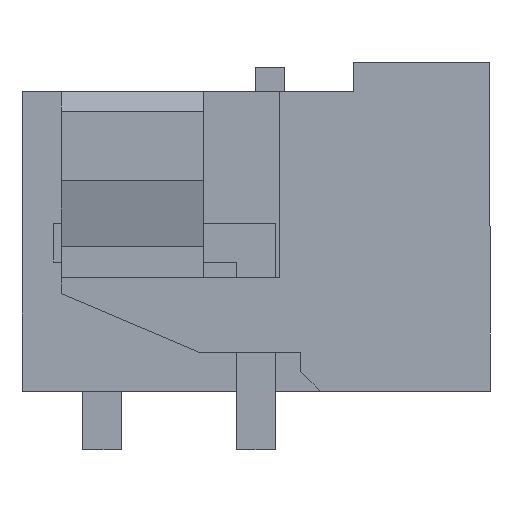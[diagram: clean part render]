
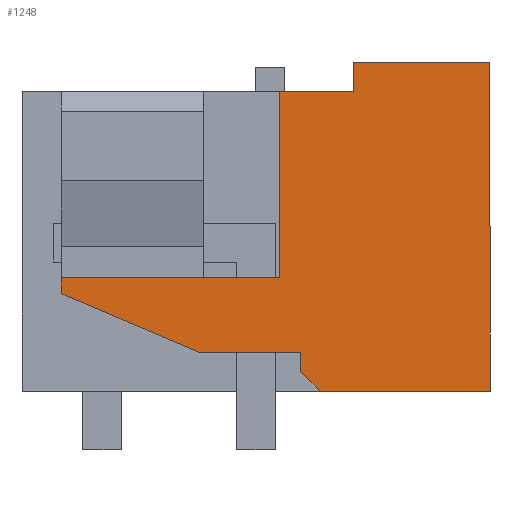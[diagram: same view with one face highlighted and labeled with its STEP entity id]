
A CAD part, left-side view. The second image highlights one B-rep face of the part: STEP entity #1248.
In plain terms, the highlighted planar face has unit normal (-1, 0, 0).
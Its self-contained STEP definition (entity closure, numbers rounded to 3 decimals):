
#1173=AXIS2_PLACEMENT_3D('Plane Axis2P3D',#1170,#1171,#1172) ;
#178=CARTESIAN_POINT('Vertex',(0.,5.4,9.18)) ;
#181=CARTESIAN_POINT('Line Origine',(0.,4.45,9.18)) ;
#185=CARTESIAN_POINT('Vertex',(0.,3.5,9.18)) ;
#906=CARTESIAN_POINT('Line Origine',(0.,11.,4.205)) ;
#910=CARTESIAN_POINT('Vertex',(0.,11.,4.41)) ;
#912=CARTESIAN_POINT('Vertex',(0.,11.,4.001)) ;
#1154=CARTESIAN_POINT('Vertex',(0.,5.4,4.41)) ;
#1157=CARTESIAN_POINT('Line Origine',(0.,5.4,6.795)) ;
#1170=CARTESIAN_POINT('Axis2P3D Location',(0.,12.,0.)) ;
#1175=CARTESIAN_POINT('Line Origine',(0.,1.75,9.93)) ;
#1179=CARTESIAN_POINT('Vertex',(0.,0.,9.93)) ;
#1181=CARTESIAN_POINT('Vertex',(0.,3.5,9.93)) ;
#1184=CARTESIAN_POINT('Line Origine',(0.,3.5,9.555)) ;
#1189=CARTESIAN_POINT('Line Origine',(0.,8.2,4.41)) ;
#1194=CARTESIAN_POINT('Line Origine',(0.,9.232,3.252)) ;
#1198=CARTESIAN_POINT('Vertex',(0.,7.465,2.503)) ;
#1201=CARTESIAN_POINT('Line Origine',(0.,6.159,2.503)) ;
#1205=CARTESIAN_POINT('Vertex',(0.,4.854,2.503)) ;
#1208=CARTESIAN_POINT('Line Origine',(0.,4.854,2.251)) ;
#1212=CARTESIAN_POINT('Vertex',(0.,4.854,2.)) ;
#1215=CARTESIAN_POINT('Line Origine',(0.,4.604,1.75)) ;
#1219=CARTESIAN_POINT('Vertex',(0.,4.354,1.5)) ;
#1222=CARTESIAN_POINT('Line Origine',(0.,2.177,1.5)) ;
#1226=CARTESIAN_POINT('Vertex',(0.,0.,1.5)) ;
#1229=CARTESIAN_POINT('Line Origine',(0.,0.,5.715)) ;
#182=DIRECTION('Vector Direction',(0.,1.,0.)) ;
#907=DIRECTION('Vector Direction',(0.,0.,1.)) ;
#1158=DIRECTION('Vector Direction',(0.,0.,-1.)) ;
#1171=DIRECTION('Axis2P3D Direction',(-1.,0.,0.)) ;
#1172=DIRECTION('Axis2P3D XDirection',(0.,-1.,0.)) ;
#1176=DIRECTION('Vector Direction',(0.,1.,0.)) ;
#1185=DIRECTION('Vector Direction',(0.,0.,1.)) ;
#1190=DIRECTION('Vector Direction',(0.,1.,0.)) ;
#1195=DIRECTION('Vector Direction',(0.,0.921,0.39)) ;
#1202=DIRECTION('Vector Direction',(0.,-1.,0.)) ;
#1209=DIRECTION('Vector Direction',(0.,0.,-1.)) ;
#1216=DIRECTION('Vector Direction',(0.,0.707,0.707)) ;
#1223=DIRECTION('Vector Direction',(0.,1.,0.)) ;
#1230=DIRECTION('Vector Direction',(0.,0.,-1.)) ;
#183=VECTOR('Line Direction',#182,1.) ;
#908=VECTOR('Line Direction',#907,1.) ;
#1159=VECTOR('Line Direction',#1158,1.) ;
#1177=VECTOR('Line Direction',#1176,1.) ;
#1186=VECTOR('Line Direction',#1185,1.) ;
#1191=VECTOR('Line Direction',#1190,1.) ;
#1196=VECTOR('Line Direction',#1195,1.) ;
#1203=VECTOR('Line Direction',#1202,1.) ;
#1210=VECTOR('Line Direction',#1209,1.) ;
#1217=VECTOR('Line Direction',#1216,1.) ;
#1224=VECTOR('Line Direction',#1223,1.) ;
#1231=VECTOR('Line Direction',#1230,1.) ;
#1235=ORIENTED_EDGE('',*,*,#1183,.T.) ;
#1236=ORIENTED_EDGE('',*,*,#1188,.T.) ;
#1237=ORIENTED_EDGE('',*,*,#187,.T.) ;
#1238=ORIENTED_EDGE('',*,*,#1161,.T.) ;
#1239=ORIENTED_EDGE('',*,*,#1193,.T.) ;
#1240=ORIENTED_EDGE('',*,*,#914,.T.) ;
#1241=ORIENTED_EDGE('',*,*,#1200,.T.) ;
#1242=ORIENTED_EDGE('',*,*,#1207,.T.) ;
#1243=ORIENTED_EDGE('',*,*,#1214,.T.) ;
#1244=ORIENTED_EDGE('',*,*,#1221,.T.) ;
#1245=ORIENTED_EDGE('',*,*,#1228,.T.) ;
#1246=ORIENTED_EDGE('',*,*,#1233,.T.) ;
#1248=ADVANCED_FACE('HOUSING',(#1247),#1174,.T.) ;
#187=EDGE_CURVE('',#186,#179,#184,.T.) ;
#914=EDGE_CURVE('',#911,#913,#909,.F.) ;
#1161=EDGE_CURVE('',#179,#1155,#1160,.T.) ;
#1183=EDGE_CURVE('',#1180,#1182,#1178,.T.) ;
#1188=EDGE_CURVE('',#1182,#186,#1187,.F.) ;
#1193=EDGE_CURVE('',#1155,#911,#1192,.T.) ;
#1200=EDGE_CURVE('',#913,#1199,#1197,.F.) ;
#1207=EDGE_CURVE('',#1199,#1206,#1204,.T.) ;
#1214=EDGE_CURVE('',#1206,#1213,#1211,.T.) ;
#1221=EDGE_CURVE('',#1213,#1220,#1218,.F.) ;
#1228=EDGE_CURVE('',#1220,#1227,#1225,.F.) ;
#1233=EDGE_CURVE('',#1227,#1180,#1232,.F.) ;
#1234=EDGE_LOOP('',(#1235,#1236,#1237,#1238,#1239,#1240,#1241,#1242,#1243,#1244,#1245,#1246)) ;
#1247=FACE_OUTER_BOUND('',#1234,.T.) ;
#184=LINE('Line',#181,#183) ;
#909=LINE('Line',#906,#908) ;
#1160=LINE('Line',#1157,#1159) ;
#1178=LINE('Line',#1175,#1177) ;
#1187=LINE('Line',#1184,#1186) ;
#1192=LINE('Line',#1189,#1191) ;
#1197=LINE('Line',#1194,#1196) ;
#1204=LINE('Line',#1201,#1203) ;
#1211=LINE('Line',#1208,#1210) ;
#1218=LINE('Line',#1215,#1217) ;
#1225=LINE('Line',#1222,#1224) ;
#1232=LINE('Line',#1229,#1231) ;
#1174=PLANE('',#1173) ;
#179=VERTEX_POINT('',#178) ;
#186=VERTEX_POINT('',#185) ;
#911=VERTEX_POINT('',#910) ;
#913=VERTEX_POINT('',#912) ;
#1155=VERTEX_POINT('',#1154) ;
#1180=VERTEX_POINT('',#1179) ;
#1182=VERTEX_POINT('',#1181) ;
#1199=VERTEX_POINT('',#1198) ;
#1206=VERTEX_POINT('',#1205) ;
#1213=VERTEX_POINT('',#1212) ;
#1220=VERTEX_POINT('',#1219) ;
#1227=VERTEX_POINT('',#1226) ;
